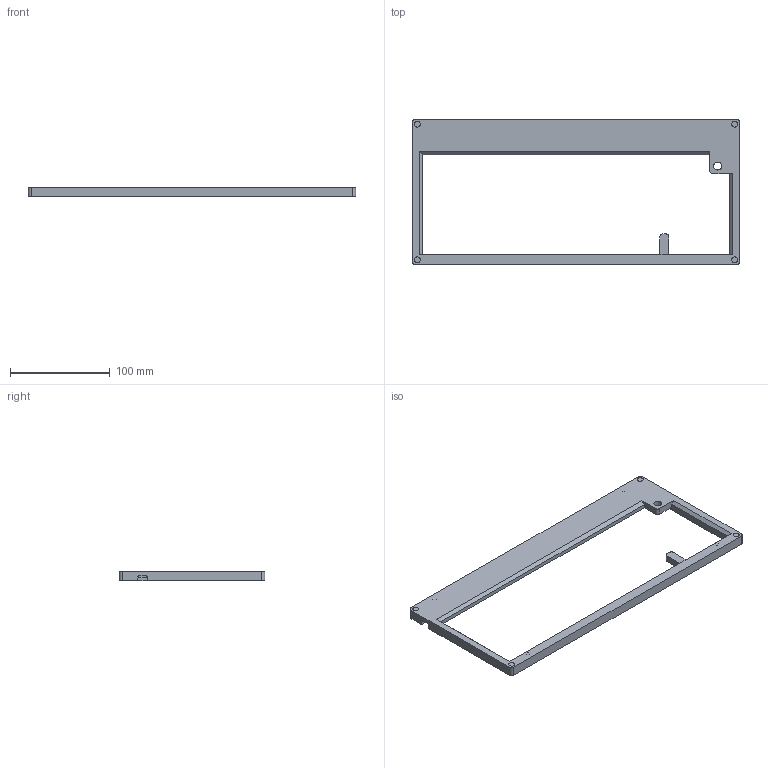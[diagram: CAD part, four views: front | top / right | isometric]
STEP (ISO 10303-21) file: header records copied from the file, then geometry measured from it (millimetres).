
FILE_DESCRIPTION(/* description */ (''),/* implementation_level */ '2;1');
FILE_NAME(/* name */ 'TOP.step',/* time_stamp */ '2025-07-31T06:05:59+05:30',/* author */ (''),/* organization */ (''),/* preprocessor_version */ 'ST-DEVELOPER v20.1',/* originating_system */ 'Autodesk Translation Framework v14.10.0.0',/* authorisation */ '');
FILE_SCHEMA (('AUTOMOTIVE_DESIGN { 1 0 10303 214 3 1 1 }','PROCESS_PLANNING_SCHEMA'));
Length unit declared in the file: millimetre
Products named in the file (1): 2025-07-30-22-23-48-853
Bounding box: 328 x 146 x 10 mm (x, y, z)
Volume: 132372 mm3; surface area: 53961.3 mm2
Topology: 6 solids, 6 shells, 74 faces, 170 edges, 113 vertices
Faces by surface type: plane 50, cylinder 24
Full cylindrical faces by diameter (mm): 4 x6, 6 x8, 8 x1
Entity records: 2153 total; most frequent: DIRECTION 368, CARTESIAN_POINT 358, ORIENTED_EDGE 340, EDGE_CURVE 170, AXIS2_PLACEMENT_3D 123, LINE 122, VECTOR 122, VERTEX_POINT 113
